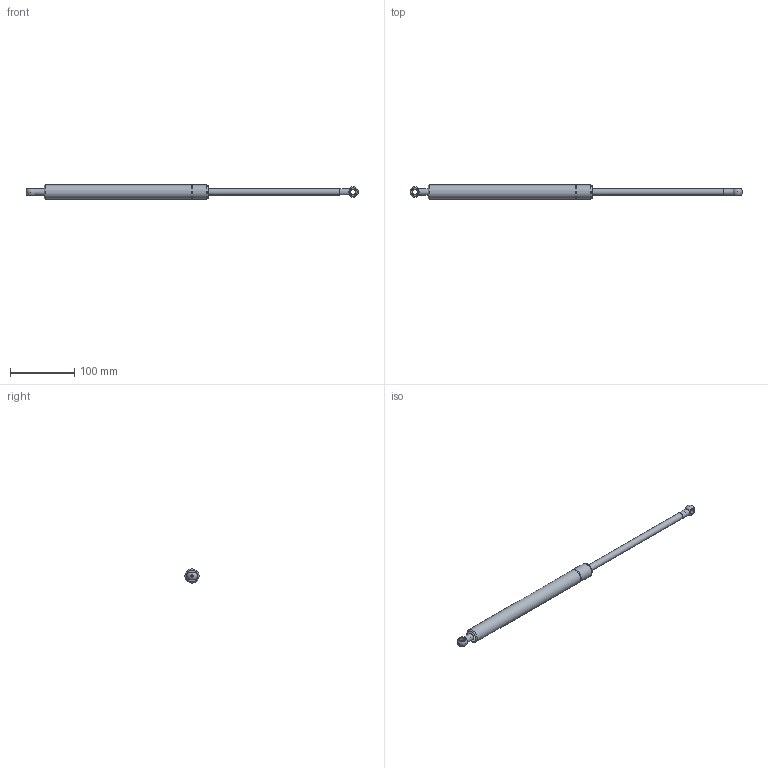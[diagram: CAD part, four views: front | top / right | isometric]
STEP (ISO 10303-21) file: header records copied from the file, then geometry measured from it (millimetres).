
FILE_DESCRIPTION(/* description */ (''),/* implementation_level */ '2;1');
FILE_NAME(/* name */ 'DR_SB-500-H.stp',/* time_stamp */ '2023-11-29T14:32:56+09:00',/* author */ ('user'),/* organization */ (''),/* preprocessor_version */ 'ST-DEVELOPER v15.6',/* originating_system */ 'Autodesk Inventor 2015',/* authorisation */ '');
FILE_SCHEMA (('AUTOMOTIVE_DESIGN { 1 0 10303 214 3 1 1 }'));
Length unit declared in the file: millimetre
Products named in the file (5): DR_SB-500-H-BASE; DR_SB-500-H-SUPPORT; DR_SB-500-H-RING; DR_SB-500-H HOLE; DR_SB-500-H
Bounding box: 515.5 x 21.93 x 21.93 mm (x, y, z)
Volume: 53881.8 mm3; surface area: 43863 mm2
Topology: 6 solids, 6 shells, 46 faces, 87 edges, 54 vertices
Faces by surface type: cylinder 20, plane 17, cone 4, torus 3, sphere 2
Full cylindrical faces by diameter (mm): 7.134 x2, 8 x4, 10 x2, 10.5 x2, 13 x1, 18 x2, 20 x1, 22 x2
Entity records: 866 total; most frequent: DIRECTION 158, CARTESIAN_POINT 123, AXIS2_PLACEMENT_3D 79, ORIENTED_EDGE 72, EDGE_LOOP 62, EDGE_CURVE 36, ADVANCED_FACE 35, FACE_OUTER_BOUND 34
